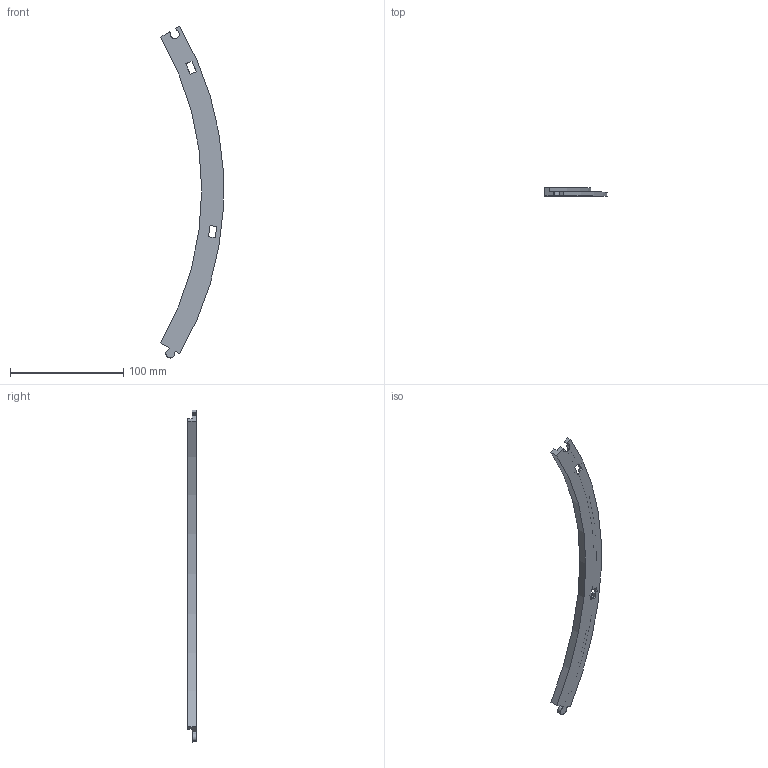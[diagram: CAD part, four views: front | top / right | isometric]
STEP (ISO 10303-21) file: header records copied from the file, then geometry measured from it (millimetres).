
FILE_DESCRIPTION (( 'STEP AP214' ), '1' );
FILE_NAME ('Top_Ring_Big_Outer_V2.STEP', '2024-09-17T18:52:30', ( '' ), ( '' ), 'SwSTEP 2.0', 'SolidWorks 2024', '' );
FILE_SCHEMA (( 'AUTOMOTIVE_DESIGN' ));
Length unit declared in the file: millimetre
Products named in the file (1): Top_Ring_Big_Outer_V2
Bounding box: 55.34 x 7.4 x 293.59 mm (x, y, z)
Volume: 22318.5 mm3; surface area: 17697.4 mm2
Topology: 1 solids, 1 shells, 50 faces, 150 edges, 100 vertices
Faces by surface type: plane 35, cylinder 15
Entity records: 1719 total; most frequent: CARTESIAN_POINT 301, ORIENTED_EDGE 300, DIRECTION 286, EDGE_CURVE 150, LINE 116, VECTOR 116, VERTEX_POINT 100, AXIS2_PLACEMENT_3D 85
